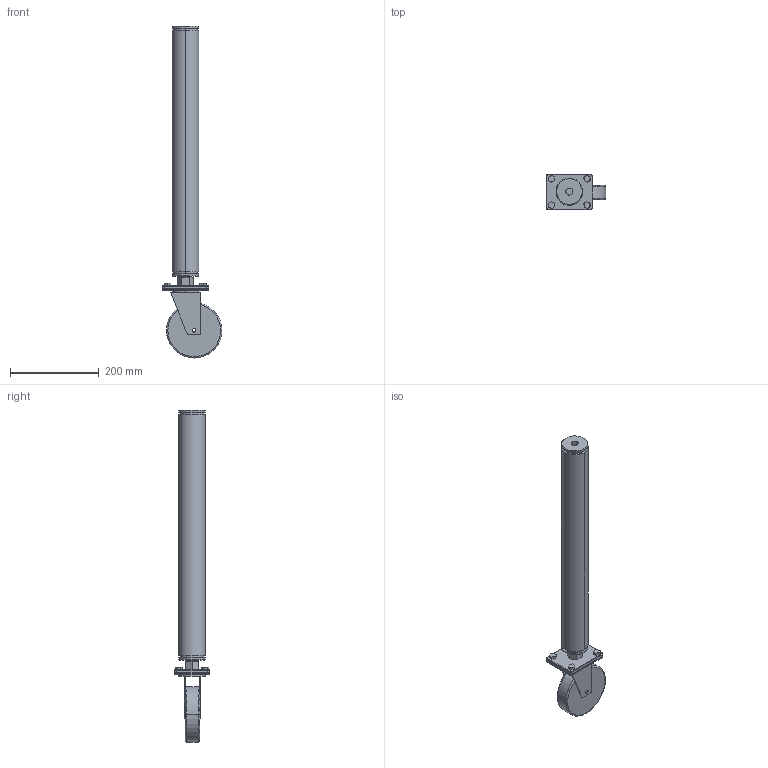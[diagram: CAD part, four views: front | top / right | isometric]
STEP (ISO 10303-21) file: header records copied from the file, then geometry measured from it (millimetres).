
FILE_DESCRIPTION(('STEP AP214'),'1');
FILE_NAME('160866.STP','2011-09-08T14:11:27',(' '),(' '),'Spatial InterOp 3D',' ',' ');
FILE_SCHEMA(('automotive_design'));
Length unit declared in the file: millimetre
Products named in the file (15): 1; 2; 3; Zylinder; gerades Prisma; Quader
Bounding box: 135 x 80 x 750 mm (x, y, z)
Volume: 954337.2 mm3; surface area: 331620 mm2
Topology: 15 solids, 15 shells, 258 faces, 570 edges, 348 vertices
Faces by surface type: cylinder 128, plane 90, cone 36, torus 4
Entity records: 9552 total; most frequent: DIRECTION 1368, CARTESIAN_POINT 1191, ORIENTED_EDGE 1140, EDGE_CURVE 570, AXIS2_PLACEMENT_3D 525, VERTEX_POINT 348, LINE 318, VECTOR 318
